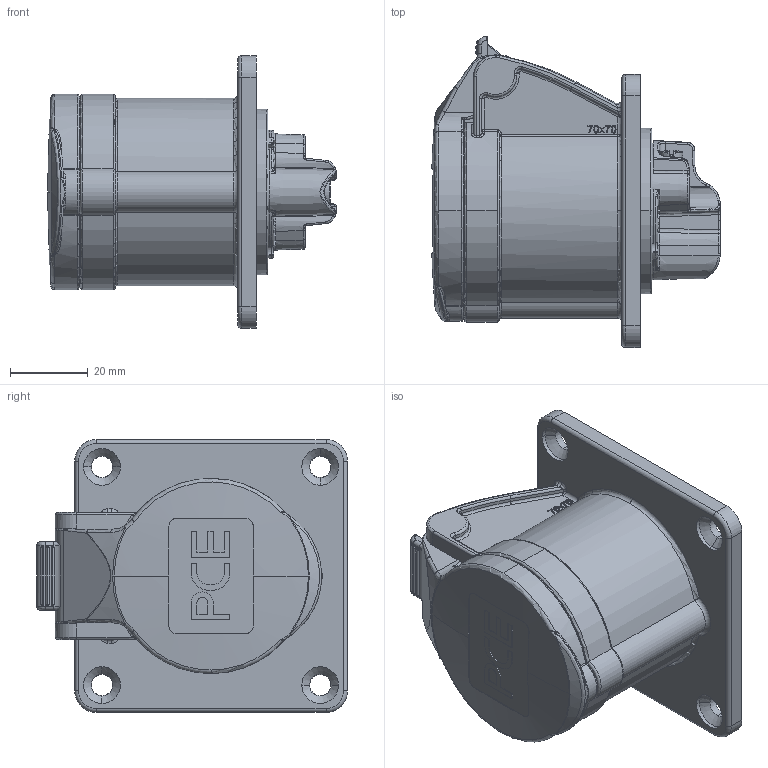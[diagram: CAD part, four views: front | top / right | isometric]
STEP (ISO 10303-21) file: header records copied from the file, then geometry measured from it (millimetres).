
FILE_DESCRIPTION (( 'STEP AP203' ), '1' );
FILE_NAME ('313-6.STEP', '2017-11-23T13:27:51', ( '' ), ( '' ), 'SwSTEP 2.0', 'SolidWorks 2016', '' );
FILE_SCHEMA (( 'CONFIG_CONTROL_DESIGN' ));
Length unit declared in the file: millimetre
Products named in the file (1): 313-6
Bounding box: 74 x 79.8 x 70 mm (x, y, z)
Volume: 139147.2 mm3; surface area: 26495.5 mm2
Topology: 1 solids, 2 shells, 1235 faces, 3047 edges, 1830 vertices
Faces by surface type: plane 369, bspline 336, cylinder 259, torus 132, cone 125, sphere 14
Entity records: 48382 total; most frequent: CARTESIAN_POINT 22220, ORIENTED_EDGE 6026, DIRECTION 4701, EDGE_CURVE 3013, AXIS2_PLACEMENT_3D 1844, VERTEX_POINT 1830, EDGE_LOOP 1295, FACE_OUTER_BOUND 1235
